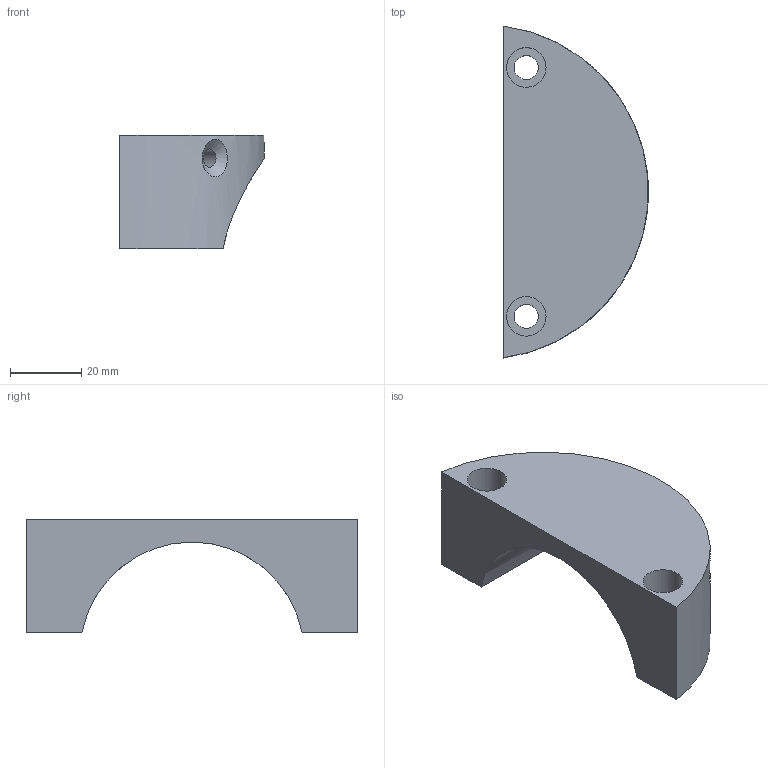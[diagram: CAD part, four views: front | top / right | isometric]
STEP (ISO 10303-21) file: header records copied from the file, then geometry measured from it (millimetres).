
FILE_DESCRIPTION(/* description */ (''),/* implementation_level */ '2;1');
FILE_NAME(/* name */ 'PUCK TOP CLAMP MAZU only v2.step',/* time_stamp */ '2024-11-13T08:45:25-04:00',/* author */ (''),/* organization */ (''),/* preprocessor_version */ 'ST-DEVELOPER v20',/* originating_system */ 'Autodesk Translation Framework v13.20.0.188',/* authorisation */ '');
FILE_SCHEMA (('AUTOMOTIVE_DESIGN { 1 0 10303 214 3 1 1 }'));
Length unit declared in the file: millimetre
Products named in the file (1): PUCK TOP CLAMP MAZU only
Bounding box: 40.63 x 93.14 x 31.75 mm (x, y, z)
Volume: 41640.2 mm3; surface area: 13506.5 mm2
Topology: 1 solids, 1 shells, 18 faces, 40 edges, 26 vertices
Faces by surface type: cylinder 8, plane 6, cone 4
Full cylindrical faces by diameter (mm): 5.105 x2, 6.756 x2, 11.113 x2
Entity records: 648 total; most frequent: CARTESIAN_POINT 190, DIRECTION 87, ORIENTED_EDGE 76, EDGE_CURVE 38, AXIS2_PLACEMENT_3D 35, EDGE_LOOP 26, VERTEX_POINT 26, FACE_OUTER_BOUND 18
